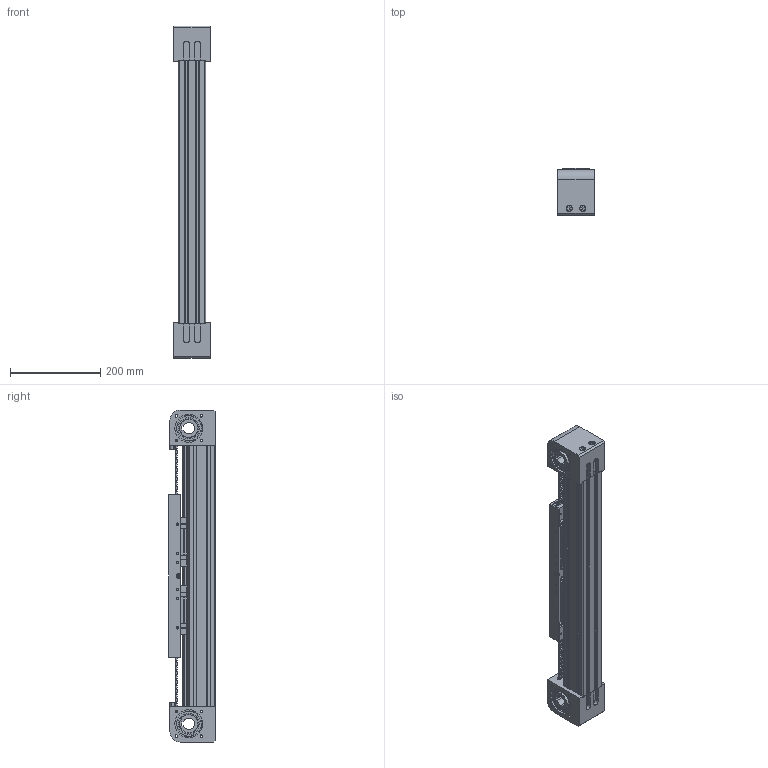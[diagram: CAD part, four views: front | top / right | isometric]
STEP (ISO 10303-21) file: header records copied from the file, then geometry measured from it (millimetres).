
FILE_DESCRIPTION (( 'STEP AP214' ), '1' );
FILE_NAME ('BLM60-200.STEP', '2023-02-28T07:47:15', ( '' ), ( '' ), 'SwSTEP 2.0', 'SolidWorks 2023', '' );
FILE_SCHEMA (( 'AUTOMOTIVE_DESIGN' ));
Length unit declared in the file: millimetre
Products named in the file (1): BLM60-200
Bounding box: 80 x 104 x 736 mm (x, y, z)
Volume: 3391839.7 mm3; surface area: 783276.7 mm2
Topology: 117 solids, 117 shells, 2899 faces, 7622 edges, 4872 vertices
Faces by surface type: plane 1393, cylinder 1138, torus 176, sphere 116, cone 52, bspline 24
Entity records: 125210 total; most frequent: CARTESIAN_POINT 19924, DIRECTION 15656, ORIENTED_EDGE 14540, EDGE_CURVE 7270, AXIS2_PLACEMENT_3D 5676, VERTEX_POINT 4760, LINE 4304, VECTOR 4304
